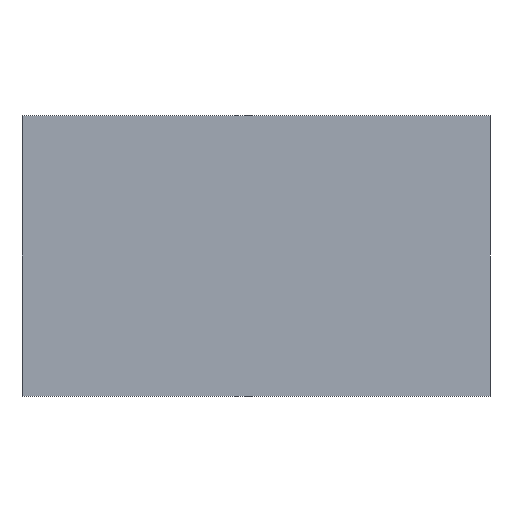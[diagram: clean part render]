
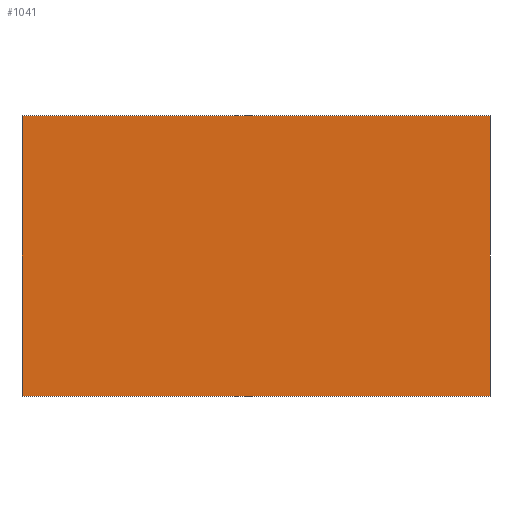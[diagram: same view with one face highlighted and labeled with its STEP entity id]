
A CAD part, front view. The second image highlights one B-rep face of the part: STEP entity #1041.
In plain terms, the highlighted free-form (B-spline) face has degree [1, 1] with [2, 2] control points.
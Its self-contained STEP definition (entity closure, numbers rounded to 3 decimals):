
#1041 = ADVANCED_FACE('',(#1042),#1072,.T.);
#1042 = FACE_BOUND('',#1043,.T.);
#1043 = EDGE_LOOP('',(#1044,#1053,#1060,#1067));
#1044 = ORIENTED_EDGE('',*,*,#1045,.T.);
#1045 = EDGE_CURVE('',#1046,#1048,#1050,.T.);
#1046 = VERTEX_POINT('',#1047);
#1047 = CARTESIAN_POINT('',(-2070.462,-1656.37,
    1656.37));
#1048 = VERTEX_POINT('',#1049);
#1049 = CARTESIAN_POINT('',(-2070.462,-1656.37,
    -828.185));
#1050 = B_SPLINE_CURVE_WITH_KNOTS('',1,(#1051,#1052),.UNSPECIFIED.,.F.,
  .F.,(2,2),(0.,3000.),.PIECEWISE_BEZIER_KNOTS.);
#1051 = CARTESIAN_POINT('',(-2070.462,-1656.37,
    1656.37));
#1052 = CARTESIAN_POINT('',(-2070.462,-1656.37,
    -828.185));
#1053 = ORIENTED_EDGE('',*,*,#1054,.T.);
#1054 = EDGE_CURVE('',#1048,#1055,#1057,.T.);
#1055 = VERTEX_POINT('',#1056);
#1056 = CARTESIAN_POINT('',(2070.462,-1656.37,
    -828.185));
#1057 = B_SPLINE_CURVE_WITH_KNOTS('',1,(#1058,#1059),.UNSPECIFIED.,.F.,
  .F.,(2,2),(0.,5000.),.PIECEWISE_BEZIER_KNOTS.);
#1058 = CARTESIAN_POINT('',(-2070.462,-1656.37,
    -828.185));
#1059 = CARTESIAN_POINT('',(2070.462,-1656.37,
    -828.185));
#1060 = ORIENTED_EDGE('',*,*,#1061,.T.);
#1061 = EDGE_CURVE('',#1055,#1062,#1064,.T.);
#1062 = VERTEX_POINT('',#1063);
#1063 = CARTESIAN_POINT('',(2070.462,-1656.37,
    1656.37));
#1064 = B_SPLINE_CURVE_WITH_KNOTS('',1,(#1065,#1066),.UNSPECIFIED.,.F.,
  .F.,(2,2),(0.,3000.),.PIECEWISE_BEZIER_KNOTS.);
#1065 = CARTESIAN_POINT('',(2070.462,-1656.37,
    -828.185));
#1066 = CARTESIAN_POINT('',(2070.462,-1656.37,
    1656.37));
#1067 = ORIENTED_EDGE('',*,*,#1068,.T.);
#1068 = EDGE_CURVE('',#1062,#1046,#1069,.T.);
#1069 = B_SPLINE_CURVE_WITH_KNOTS('',1,(#1070,#1071),.UNSPECIFIED.,.F.,
  .F.,(2,2),(0.,5000.),.PIECEWISE_BEZIER_KNOTS.);
#1070 = CARTESIAN_POINT('',(2070.462,-1656.37,
    1656.37));
#1071 = CARTESIAN_POINT('',(-2070.462,-1656.37,
    1656.37));
#1072 = B_SPLINE_SURFACE_WITH_KNOTS('',1,1,(
    (#1073,#1074)
    ,(#1075,#1076
    )),.UNSPECIFIED.,.F.,.F.,.F.,(2,2),(2,2),(0.,1.),(0.,1.),
  .PIECEWISE_BEZIER_KNOTS.);
#1073 = CARTESIAN_POINT('',(-2070.462,-1656.37,
    1656.37));
#1074 = CARTESIAN_POINT('',(2070.462,-1656.37,
    1656.37));
#1075 = CARTESIAN_POINT('',(-2070.462,-1656.37,
    -828.185));
#1076 = CARTESIAN_POINT('',(2070.462,-1656.37,
    -828.185));
